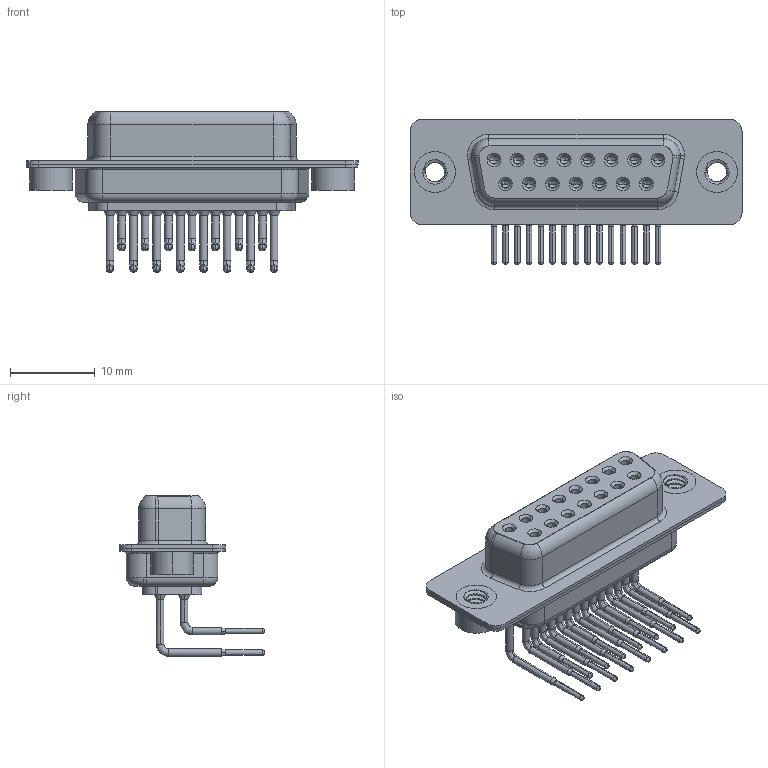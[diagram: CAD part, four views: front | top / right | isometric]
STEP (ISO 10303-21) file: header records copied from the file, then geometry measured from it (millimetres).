
FILE_DESCRIPTION (( 'STEP AP203' ), '1' );
FILE_NAME ('630-M15-340-GN2.STEP', '2018-09-25T22:59:00', ( '' ), ( '' ), 'SwSTEP 2.0', 'SolidWorks 2016', '' );
FILE_SCHEMA (( 'CONFIG_CONTROL_DESIGN' ));
Length unit declared in the file: millimetre
Products named in the file (7): 630M Housing_15 Contacts; 630M Shell Front_15 Contacts; 630M Shell Rear_15 Contacts; 630M Contact Row 1; 630M Contact Row 2; 630M 4-40 Threaded Rivet; 630-M15-340-GN2
Assembly tree (20 placements, depth 2):
  630-M15-340-GN2
    630M Housing_15 Contacts
    630M Shell Front_15 Contacts
    630M Shell Rear_15 Contacts
    630M Contact Row 1  x8
    630M Contact Row 2  x7
    630M 4-40 Threaded Rivet  x2
Bounding box: 39.2 x 17.2 x 18.99 mm (x, y, z)
Volume: 2567.7 mm3; surface area: 6554 mm2
Topology: 20 solids, 20 shells, 1074 faces, 2712 edges, 1704 vertices
Faces by surface type: cylinder 482, plane 292, cone 171, bspline 66, torus 63
Entity records: 18021 total; most frequent: CARTESIAN_POINT 4408, DIRECTION 2859, ORIENTED_EDGE 2462, EDGE_CURVE 1231, AXIS2_PLACEMENT_3D 1190, VERTEX_POINT 780, CIRCLE 657, EDGE_LOOP 623
